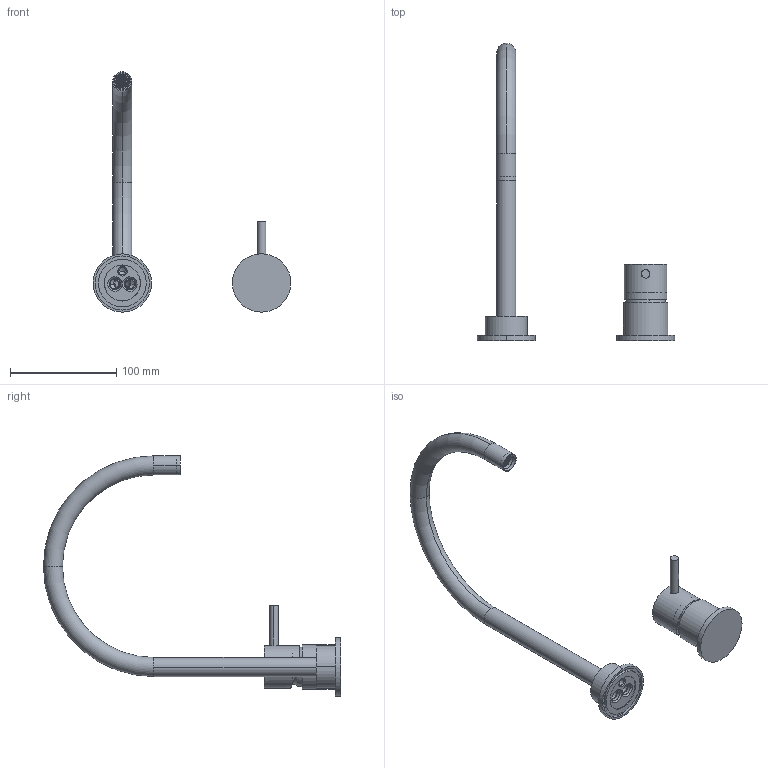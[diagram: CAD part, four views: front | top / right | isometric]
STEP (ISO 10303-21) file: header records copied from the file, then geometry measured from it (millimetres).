
FILE_DESCRIPTION (( 'STEP AP203' ), '1' );
FILE_NAME ('15031.STEP', '2021-05-08T05:16:32', ( 'EFFEPI3' ), ( '' ), 'SwSTEP 2.0', 'SolidWorks 2018', '' );
FILE_SCHEMA (( 'CONFIG_CONTROL_DESIGN' ));
Length unit declared in the file: millimetre
Products named in the file (7): 15031; comando corpo lavabo; 896; 901; 915; leva minimalista; retina areatore m 18x1
Assembly tree (6 placements, depth 2):
  15031
    comando corpo lavabo
    896
    901
    915
    leva minimalista
    retina areatore m 18x1
Bounding box: 186.19 x 280 x 226.45 mm (x, y, z)
Volume: 176937.8 mm3; surface area: 79638.7 mm2
Topology: 6 solids, 6 shells, 472 faces, 1172 edges, 775 vertices
Faces by surface type: plane 391, cylinder 59, cone 12, torus 8, bspline 2
Entity records: 14694 total; most frequent: CARTESIAN_POINT 2575, ORIENTED_EDGE 2340, DIRECTION 2266, EDGE_CURVE 1170, LINE 1006, VECTOR 1006, VERTEX_POINT 775, AXIS2_PLACEMENT_3D 630
